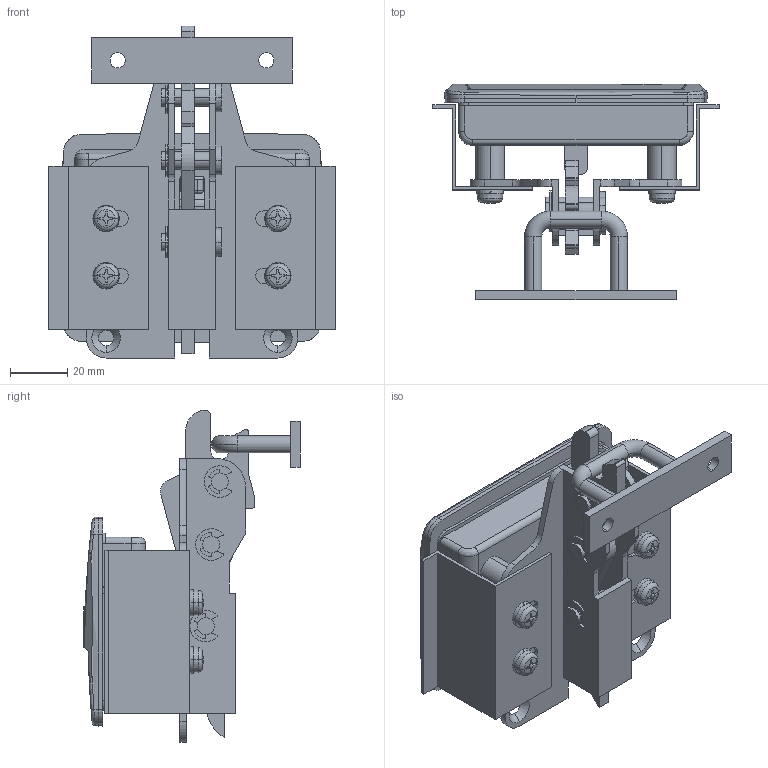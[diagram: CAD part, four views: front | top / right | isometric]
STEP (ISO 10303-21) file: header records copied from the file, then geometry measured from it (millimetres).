
FILE_DESCRIPTION (( 'STEP AP203' ), '1' );
FILE_NAME ('sone3D.STEP', '2014-03-20T08:14:21', ( '' ), ( '' ), 'SwSTEP 2.0', 'SolidWorks 2012', '' );
FILE_SCHEMA (( 'CONFIG_CONTROL_DESIGN' ));
Length unit declared in the file: millimetre
Products named in the file (17): AP-151R-B-2-1押え板__押え板2; AP-151R-B-2受け_; AP-151R-B-2-1押え板__押え板1; AP-151R-B-2儔僢僠3_; AP-151R-B-2-1僷僢僉儞_; AP-151R-B-2儔僢僠2_; AP-151R-B-2儔僠僃僢僩_; AP-151R-B-2儔僢僠_; AP-151-R-B-2僼儗乕儉_; AP-151R-B-2-1僴儞僪儖_; AP-151R-B-2-1本体_; sone3D; 400ローター_キー挿入時; 400_キャップ; AP-151-R-2-M5; Φ5用E形止め輪; AP-151R-B-2僔儍僼僩_
Assembly tree (21 placements, depth 3):
  sone3D
    AP-151R-B-2-1本体_
    AP-151R-B-2-1僴儞僪儖_
    AP-151-R-B-2僼儗乕儉_
    AP-151R-B-2儔僢僠_
    AP-151R-B-2儔僠僃僢僩_
    AP-151R-B-2儔僢僠2_
    AP-151R-B-2-1僷僢僉儞_
    AP-151R-B-2儔僢僠3_
    AP-151R-B-2-1押え板__押え板1
    AP-151R-B-2受け_
    AP-151R-B-2-1押え板__押え板2
    AP-151R-B-2僔儍僼僩_
    Φ5用E形止め輪  x3
    AP-151-R-2-M5  x4
    400ローター_キー挿入時
      400_キャップ
Bounding box: 100 x 75.52 x 116 mm (x, y, z)
Volume: 88158.4 mm3; surface area: 83624.8 mm2
Topology: 20 solids, 20 shells, 701 faces, 1803 edges, 1168 vertices
Faces by surface type: cylinder 302, plane 291, bspline 41, cone 38, torus 27, sphere 2
Entity records: 21367 total; most frequent: CARTESIAN_POINT 6107, DIRECTION 2800, ORIENTED_EDGE 2786, EDGE_CURVE 1393, AXIS2_PLACEMENT_3D 1054, VERTEX_POINT 904, LINE 692, VECTOR 692
